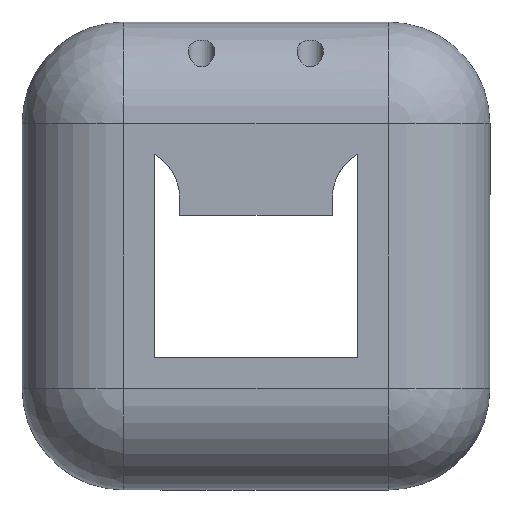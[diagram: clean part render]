
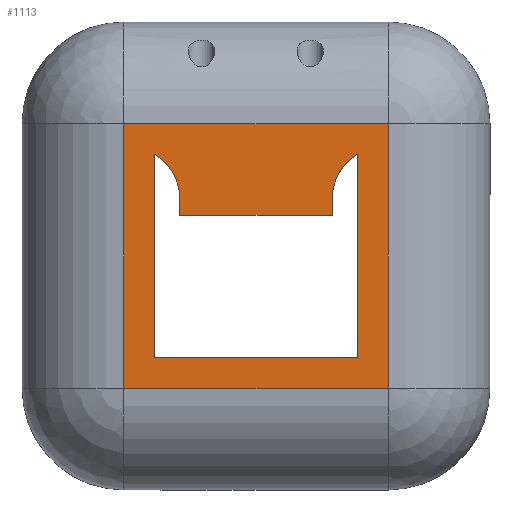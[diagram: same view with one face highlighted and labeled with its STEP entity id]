
A CAD part, front view. The second image highlights one B-rep face of the part: STEP entity #1113.
In plain terms, the highlighted planar face has unit normal (0, -1, 0).
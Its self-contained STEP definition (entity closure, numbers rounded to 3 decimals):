
#1 = ORIENTED_EDGE ( 'NONE', *, *, #1930, .T. ) ;
#26 = DIRECTION ( 'NONE',  ( 0., 0., 1. ) ) ;
#31 = FACE_OUTER_BOUND ( 'NONE', #1334, .T. ) ;
#46 = ORIENTED_EDGE ( 'NONE', *, *, #2005, .T. ) ;
#63 = ORIENTED_EDGE ( 'NONE', *, *, #156, .T. ) ;
#103 = DIRECTION ( 'NONE',  ( 0., 0., 1. ) ) ;
#111 = CARTESIAN_POINT ( 'NONE',  ( -13., -20., -13. ) ) ;
#156 = EDGE_CURVE ( 'NONE', #926, #481, #274, .T. ) ;
#179 = LINE ( 'NONE', #1368, #2102 ) ;
#184 = CARTESIAN_POINT ( 'NONE',  ( -10., -20., 10. ) ) ;
#200 = LINE ( 'NONE', #1217, #618 ) ;
#215 = LINE ( 'NONE', #752, #1714 ) ;
#222 = VECTOR ( 'NONE', #1304, 1000. ) ;
#229 = AXIS2_PLACEMENT_3D ( 'NONE', #1939, #1738, #760 ) ;
#274 = LINE ( 'NONE', #1997, #1654 ) ;
#280 = CARTESIAN_POINT ( 'NONE',  ( 0., -20., 13. ) ) ;
#310 = EDGE_CURVE ( 'NONE', #1157, #1908, #215, .T. ) ;
#337 = ORIENTED_EDGE ( 'NONE', *, *, #348, .T. ) ;
#344 = DIRECTION ( 'NONE',  ( -1., 0., 0. ) ) ;
#348 = EDGE_CURVE ( 'NONE', #474, #926, #769, .T. ) ;
#351 = ORIENTED_EDGE ( 'NONE', *, *, #1668, .T. ) ;
#364 = CARTESIAN_POINT ( 'NONE',  ( 7.5, -20., 4. ) ) ;
#385 = PLANE ( 'NONE',  #229 ) ;
#397 = LINE ( 'NONE', #911, #732 ) ;
#440 = AXIS2_PLACEMENT_3D ( 'NONE', #909, #1883, #1422 ) ;
#445 = VECTOR ( 'NONE', #1965, 1000. ) ;
#455 = CARTESIAN_POINT ( 'NONE',  ( 7.5, -20., 5.67 ) ) ;
#474 = VERTEX_POINT ( 'NONE', #455 ) ;
#476 = VECTOR ( 'NONE', #26, 1000. ) ;
#481 = VERTEX_POINT ( 'NONE', #1480 ) ;
#497 = VERTEX_POINT ( 'NONE', #1133 ) ;
#523 = CARTESIAN_POINT ( 'NONE',  ( -7.5, -20., 5.67 ) ) ;
#547 = DIRECTION ( 'NONE',  ( 0., 0., 1. ) ) ;
#549 = CARTESIAN_POINT ( 'NONE',  ( -12.5, -20., 5.67 ) ) ;
#555 = ORIENTED_EDGE ( 'NONE', *, *, #310, .T. ) ;
#556 = CARTESIAN_POINT ( 'NONE',  ( -13., -20., 13. ) ) ;
#618 = VECTOR ( 'NONE', #344, 1000. ) ;
#632 = VERTEX_POINT ( 'NONE', #693 ) ;
#651 = VERTEX_POINT ( 'NONE', #1658 ) ;
#654 = VECTOR ( 'NONE', #103, 1000. ) ;
#670 = ORIENTED_EDGE ( 'NONE', *, *, #708, .T. ) ;
#693 = CARTESIAN_POINT ( 'NONE',  ( -7.5, -20., 4. ) ) ;
#708 = EDGE_CURVE ( 'NONE', #2028, #651, #179, .T. ) ;
#732 = VECTOR ( 'NONE', #1885, 1000. ) ;
#738 = CARTESIAN_POINT ( 'NONE',  ( -10., -20., -10. ) ) ;
#752 = CARTESIAN_POINT ( 'NONE',  ( -10., -20., -10. ) ) ;
#760 = DIRECTION ( 'NONE',  ( 0., 0., -1. ) ) ;
#769 = CIRCLE ( 'NONE', #440, 5. ) ;
#835 = CIRCLE ( 'NONE', #1470, 5. ) ;
#838 = EDGE_CURVE ( 'NONE', #481, #1157, #200, .T. ) ;
#862 = DIRECTION ( 'NONE',  ( 1., 0., 0. ) ) ;
#882 = LINE ( 'NONE', #364, #476 ) ;
#887 = ORIENTED_EDGE ( 'NONE', *, *, #1603, .T. ) ;
#909 = CARTESIAN_POINT ( 'NONE',  ( 12.5, -20., 5.67 ) ) ;
#911 = CARTESIAN_POINT ( 'NONE',  ( -7.5, -20., 4. ) ) ;
#926 = VERTEX_POINT ( 'NONE', #1155 ) ;
#1065 = VERTEX_POINT ( 'NONE', #523 ) ;
#1113 = ADVANCED_FACE ( 'NONE', ( #31, #1233 ), #385, .T. ) ;
#1133 = CARTESIAN_POINT ( 'NONE',  ( 13., -20., 13. ) ) ;
#1137 = LINE ( 'NONE', #2100, #222 ) ;
#1146 = DIRECTION ( 'NONE',  ( 0., 0., -1. ) ) ;
#1155 = CARTESIAN_POINT ( 'NONE',  ( 10., -20., 10. ) ) ;
#1157 = VERTEX_POINT ( 'NONE', #738 ) ;
#1205 = VERTEX_POINT ( 'NONE', #556 ) ;
#1216 = CARTESIAN_POINT ( 'NONE',  ( 7.5, -20., 4. ) ) ;
#1217 = CARTESIAN_POINT ( 'NONE',  ( 10., -20., -10. ) ) ;
#1232 = EDGE_LOOP ( 'NONE', ( #555, #1, #1596, #1732, #46, #337, #63, #1386 ) ) ;
#1233 = FACE_BOUND ( 'NONE', #1232, .T. ) ;
#1292 = LINE ( 'NONE', #280, #445 ) ;
#1295 = CARTESIAN_POINT ( 'NONE',  ( 13., -20., 0. ) ) ;
#1304 = DIRECTION ( 'NONE',  ( 0., 0., -1. ) ) ;
#1334 = EDGE_LOOP ( 'NONE', ( #670, #351, #1934, #887 ) ) ;
#1368 = CARTESIAN_POINT ( 'NONE',  ( 0., -20., -13. ) ) ;
#1386 = ORIENTED_EDGE ( 'NONE', *, *, #838, .T. ) ;
#1403 = DIRECTION ( 'NONE',  ( 0., 1., 0. ) ) ;
#1422 = DIRECTION ( 'NONE',  ( 0., 0., -1. ) ) ;
#1458 = LINE ( 'NONE', #1295, #2101 ) ;
#1470 = AXIS2_PLACEMENT_3D ( 'NONE', #549, #1403, #1743 ) ;
#1480 = CARTESIAN_POINT ( 'NONE',  ( 10., -20., -10. ) ) ;
#1596 = ORIENTED_EDGE ( 'NONE', *, *, #2146, .F. ) ;
#1603 = EDGE_CURVE ( 'NONE', #1205, #2028, #1137, .T. ) ;
#1654 = VECTOR ( 'NONE', #1146, 1000. ) ;
#1658 = CARTESIAN_POINT ( 'NONE',  ( 13., -20., -13. ) ) ;
#1668 = EDGE_CURVE ( 'NONE', #651, #497, #1458, .T. ) ;
#1714 = VECTOR ( 'NONE', #547, 1000. ) ;
#1732 = ORIENTED_EDGE ( 'NONE', *, *, #1890, .F. ) ;
#1738 = DIRECTION ( 'NONE',  ( 0., -1., 0. ) ) ;
#1743 = DIRECTION ( 'NONE',  ( 0., 0., -1. ) ) ;
#1768 = DIRECTION ( 'NONE',  ( 0., 0., 1. ) ) ;
#1878 = VERTEX_POINT ( 'NONE', #1216 ) ;
#1883 = DIRECTION ( 'NONE',  ( 0., 1., 0. ) ) ;
#1885 = DIRECTION ( 'NONE',  ( -1., 0., 0. ) ) ;
#1890 = EDGE_CURVE ( 'NONE', #1878, #632, #397, .T. ) ;
#1908 = VERTEX_POINT ( 'NONE', #184 ) ;
#1930 = EDGE_CURVE ( 'NONE', #1908, #1065, #835, .T. ) ;
#1934 = ORIENTED_EDGE ( 'NONE', *, *, #2068, .T. ) ;
#1939 = CARTESIAN_POINT ( 'NONE',  ( 0., -20., 0. ) ) ;
#1965 = DIRECTION ( 'NONE',  ( -1., 0., 0. ) ) ;
#1997 = CARTESIAN_POINT ( 'NONE',  ( 10., -20., -10. ) ) ;
#2005 = EDGE_CURVE ( 'NONE', #1878, #474, #882, .T. ) ;
#2028 = VERTEX_POINT ( 'NONE', #111 ) ;
#2068 = EDGE_CURVE ( 'NONE', #497, #1205, #1292, .T. ) ;
#2100 = CARTESIAN_POINT ( 'NONE',  ( -13., -20., 0. ) ) ;
#2101 = VECTOR ( 'NONE', #1768, 1000. ) ;
#2102 = VECTOR ( 'NONE', #862, 1000. ) ;
#2112 = CARTESIAN_POINT ( 'NONE',  ( -7.5, -20., 4. ) ) ;
#2121 = LINE ( 'NONE', #2112, #654 ) ;
#2146 = EDGE_CURVE ( 'NONE', #632, #1065, #2121, .T. ) ;
